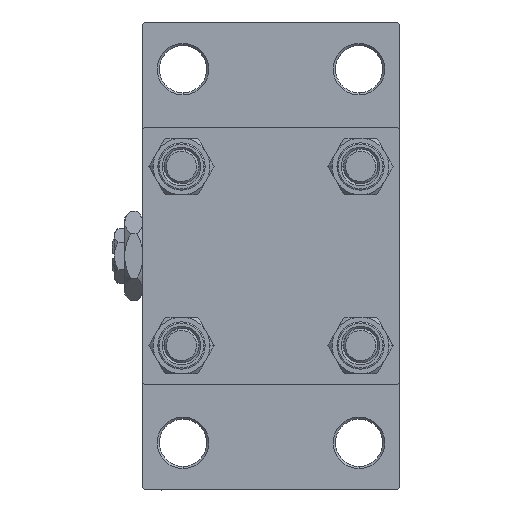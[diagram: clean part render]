
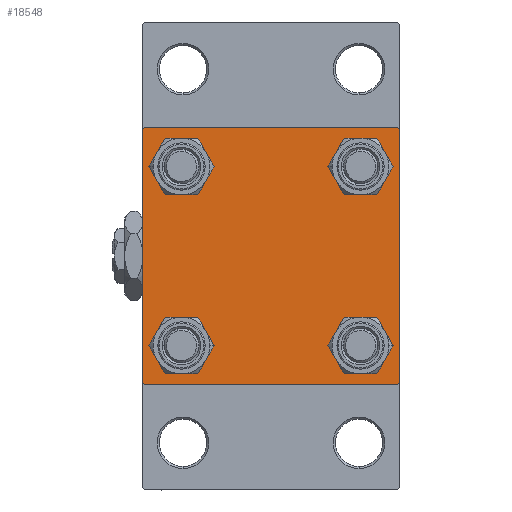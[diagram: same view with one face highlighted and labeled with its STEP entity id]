
A CAD part, left-side view. The second image highlights one B-rep face of the part: STEP entity #18548.
In plain terms, the highlighted planar face has unit normal (-1, 0, 0).
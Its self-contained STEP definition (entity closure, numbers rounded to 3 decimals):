
#642 = DIRECTION ( 'NONE',  ( 1., 0., 0. ) ) ;
#1337 = CARTESIAN_POINT ( 'NONE',  ( 0., 20.85, 16.35 ) ) ;
#1536 = FACE_BOUND ( 'NONE', #2145, .T. ) ;
#1761 = EDGE_CURVE ( 'NONE', #3174, #26738, #6370, .T. ) ;
#1795 = DIRECTION ( 'NONE',  ( 0., 0., 1. ) ) ;
#2145 = EDGE_LOOP ( 'NONE', ( #38103, #12670 ) ) ;
#2266 = DIRECTION ( 'NONE',  ( -1., 0., 0. ) ) ;
#3174 = VERTEX_POINT ( 'NONE', #41445 ) ;
#4009 = EDGE_LOOP ( 'NONE', ( #37408, #35895 ) ) ;
#4136 = CARTESIAN_POINT ( 'NONE',  ( 0., -20.85, 20.85 ) ) ;
#4537 = DIRECTION ( 'NONE',  ( 1., 0., 0. ) ) ;
#5749 = VERTEX_POINT ( 'NONE', #26391 ) ;
#5954 = DIRECTION ( 'NONE',  ( 0., 0., -1. ) ) ;
#6015 = PLANE ( 'NONE',  #25258 ) ;
#6370 = LINE ( 'NONE', #13836, #31812 ) ;
#6569 = CARTESIAN_POINT ( 'NONE',  ( 0., 20.85, 20.85 ) ) ;
#6674 = AXIS2_PLACEMENT_3D ( 'NONE', #15649, #14915, #11670 ) ;
#7065 = ORIENTED_EDGE ( 'NONE', *, *, #10905, .T. ) ;
#7266 = DIRECTION ( 'NONE',  ( 1., 0., 0. ) ) ;
#7407 = CIRCLE ( 'NONE', #39231, 4.5 ) ;
#7547 = CARTESIAN_POINT ( 'NONE',  ( 0., -20.85, 20.85 ) ) ;
#7661 = AXIS2_PLACEMENT_3D ( 'NONE', #6569, #37951, #19008 ) ;
#8078 = VERTEX_POINT ( 'NONE', #10200 ) ;
#9188 = VECTOR ( 'NONE', #26341, 1000. ) ;
#9274 = FACE_BOUND ( 'NONE', #15560, .T. ) ;
#9487 = EDGE_CURVE ( 'NONE', #44965, #46769, #48039, .T. ) ;
#9684 = DIRECTION ( 'NONE',  ( 1., 0., 0. ) ) ;
#10200 = CARTESIAN_POINT ( 'NONE',  ( 0., 20.85, -16.35 ) ) ;
#10277 = CARTESIAN_POINT ( 'NONE',  ( 0., 29.5, -30. ) ) ;
#10341 = EDGE_CURVE ( 'NONE', #31093, #14188, #30570, .T. ) ;
#10722 = VECTOR ( 'NONE', #14076, 1000. ) ;
#10905 = EDGE_CURVE ( 'NONE', #3174, #5749, #36512, .T. ) ;
#11503 = CARTESIAN_POINT ( 'NONE',  ( 0., 29.5, 30. ) ) ;
#11533 = DIRECTION ( 'NONE',  ( 0., 0., 1. ) ) ;
#11670 = DIRECTION ( 'NONE',  ( 0., 0., 1. ) ) ;
#11707 = AXIS2_PLACEMENT_3D ( 'NONE', #7547, #4537, #11533 ) ;
#12507 = DIRECTION ( 'NONE',  ( 0., 0., 1. ) ) ;
#12670 = ORIENTED_EDGE ( 'NONE', *, *, #14819, .T. ) ;
#13696 = VERTEX_POINT ( 'NONE', #11503 ) ;
#13836 = CARTESIAN_POINT ( 'NONE',  ( 0., -30., 30. ) ) ;
#14004 = CARTESIAN_POINT ( 'NONE',  ( 0., -20.85, -20.85 ) ) ;
#14076 = DIRECTION ( 'NONE',  ( 0., 0.707, 0.707 ) ) ;
#14188 = VERTEX_POINT ( 'NONE', #43309 ) ;
#14644 = CARTESIAN_POINT ( 'NONE',  ( 0., 29.75, 29.75 ) ) ;
#14772 = ORIENTED_EDGE ( 'NONE', *, *, #49052, .F. ) ;
#14819 = EDGE_CURVE ( 'NONE', #46769, #44965, #18010, .T. ) ;
#14855 = LINE ( 'NONE', #18838, #24191 ) ;
#14915 = DIRECTION ( 'NONE',  ( 1., 0., 0. ) ) ;
#15201 = CARTESIAN_POINT ( 'NONE',  ( 0., -20.85, -16.35 ) ) ;
#15560 = EDGE_LOOP ( 'NONE', ( #15818, #26411 ) ) ;
#15574 = CIRCLE ( 'NONE', #11707, 4.5 ) ;
#15609 = LINE ( 'NONE', #30070, #48887 ) ;
#15649 = CARTESIAN_POINT ( 'NONE',  ( 0., 20.85, 20.85 ) ) ;
#15818 = ORIENTED_EDGE ( 'NONE', *, *, #29573, .T. ) ;
#16428 = DIRECTION ( 'NONE',  ( 0., 0., 1. ) ) ;
#16507 = DIRECTION ( 'NONE',  ( 0., -1., 0. ) ) ;
#16725 = ORIENTED_EDGE ( 'NONE', *, *, #31387, .T. ) ;
#17564 = CARTESIAN_POINT ( 'NONE',  ( 0., -29.75, 29.75 ) ) ;
#17821 = DIRECTION ( 'NONE',  ( 0., 0., -1. ) ) ;
#18010 = CIRCLE ( 'NONE', #7661, 4.5 ) ;
#18548 = ADVANCED_FACE ( 'NONE', ( #9274, #20960, #32442, #1536, #25192 ), #6015, .T. ) ;
#18838 = CARTESIAN_POINT ( 'NONE',  ( 0., 29.75, -29.75 ) ) ;
#19008 = DIRECTION ( 'NONE',  ( 0., 0., 1. ) ) ;
#19101 = DIRECTION ( 'NONE',  ( 0., -1., 0. ) ) ;
#19304 = DIRECTION ( 'NONE',  ( 0., -0.707, 0.707 ) ) ;
#20031 = AXIS2_PLACEMENT_3D ( 'NONE', #14004, #24966, #1795 ) ;
#20960 = FACE_BOUND ( 'NONE', #4009, .T. ) ;
#21878 = LINE ( 'NONE', #36845, #33675 ) ;
#22356 = LINE ( 'NONE', #14644, #9188 ) ;
#22448 = CARTESIAN_POINT ( 'NONE',  ( 0., -20.85, -20.85 ) ) ;
#22819 = EDGE_LOOP ( 'NONE', ( #48605, #44130 ) ) ;
#23967 = CIRCLE ( 'NONE', #39091, 4.5 ) ;
#24191 = VECTOR ( 'NONE', #40772, 1000. ) ;
#24392 = CARTESIAN_POINT ( 'NONE',  ( 0., -30., -29.5 ) ) ;
#24966 = DIRECTION ( 'NONE',  ( 1., 0., 0. ) ) ;
#25192 = FACE_OUTER_BOUND ( 'NONE', #38736, .T. ) ;
#25258 = AXIS2_PLACEMENT_3D ( 'NONE', #40389, #2266, #36175 ) ;
#26185 = CARTESIAN_POINT ( 'NONE',  ( 0., -29.5, -30. ) ) ;
#26341 = DIRECTION ( 'NONE',  ( 0., 0.707, -0.707 ) ) ;
#26391 = CARTESIAN_POINT ( 'NONE',  ( 0., -29.5, 30. ) ) ;
#26411 = ORIENTED_EDGE ( 'NONE', *, *, #48312, .T. ) ;
#26738 = VERTEX_POINT ( 'NONE', #24392 ) ;
#26819 = VECTOR ( 'NONE', #16507, 1000. ) ;
#27448 = CARTESIAN_POINT ( 'NONE',  ( 0., 20.85, -20.85 ) ) ;
#28307 = VECTOR ( 'NONE', #19304, 1000. ) ;
#28454 = CARTESIAN_POINT ( 'NONE',  ( 0., 30., 30. ) ) ;
#28871 = VERTEX_POINT ( 'NONE', #40957 ) ;
#29193 = CARTESIAN_POINT ( 'NONE',  ( 0., 30., 29.5 ) ) ;
#29573 = EDGE_CURVE ( 'NONE', #28871, #48170, #23967, .T. ) ;
#29946 = AXIS2_PLACEMENT_3D ( 'NONE', #27448, #43382, #12507 ) ;
#30070 = CARTESIAN_POINT ( 'NONE',  ( 0., 30., -30. ) ) ;
#30570 = CIRCLE ( 'NONE', #38497, 4.5 ) ;
#30775 = CARTESIAN_POINT ( 'NONE',  ( 0., -29.75, -29.75 ) ) ;
#31093 = VERTEX_POINT ( 'NONE', #15201 ) ;
#31387 = EDGE_CURVE ( 'NONE', #33384, #38612, #21878, .T. ) ;
#31637 = CARTESIAN_POINT ( 'NONE',  ( 0., 20.85, -20.85 ) ) ;
#31812 = VECTOR ( 'NONE', #17821, 1000. ) ;
#32442 = FACE_BOUND ( 'NONE', #22819, .T. ) ;
#33194 = ORIENTED_EDGE ( 'NONE', *, *, #41773, .T. ) ;
#33281 = EDGE_CURVE ( 'NONE', #14188, #31093, #41517, .T. ) ;
#33384 = VERTEX_POINT ( 'NONE', #29193 ) ;
#33675 = VECTOR ( 'NONE', #5954, 1000. ) ;
#34179 = DIRECTION ( 'NONE',  ( 0., 0., 1. ) ) ;
#34552 = DIRECTION ( 'NONE',  ( 0., 0., 1. ) ) ;
#35895 = ORIENTED_EDGE ( 'NONE', *, *, #33281, .T. ) ;
#36175 = DIRECTION ( 'NONE',  ( 0., 0., 1. ) ) ;
#36251 = CARTESIAN_POINT ( 'NONE',  ( 0., 20.85, -25.35 ) ) ;
#36512 = LINE ( 'NONE', #17564, #10722 ) ;
#36845 = CARTESIAN_POINT ( 'NONE',  ( 0., 30., 30. ) ) ;
#36915 = ORIENTED_EDGE ( 'NONE', *, *, #48085, .T. ) ;
#36982 = VERTEX_POINT ( 'NONE', #36251 ) ;
#37408 = ORIENTED_EDGE ( 'NONE', *, *, #10341, .T. ) ;
#37612 = CARTESIAN_POINT ( 'NONE',  ( 0., 30., -29.5 ) ) ;
#37881 = CIRCLE ( 'NONE', #29946, 4.5 ) ;
#37951 = DIRECTION ( 'NONE',  ( 1., 0., 0. ) ) ;
#38080 = VERTEX_POINT ( 'NONE', #10277 ) ;
#38103 = ORIENTED_EDGE ( 'NONE', *, *, #9487, .T. ) ;
#38497 = AXIS2_PLACEMENT_3D ( 'NONE', #22448, #7266, #34179 ) ;
#38612 = VERTEX_POINT ( 'NONE', #37612 ) ;
#38736 = EDGE_LOOP ( 'NONE', ( #16725, #33194, #41852, #36915, #39820, #7065, #14772, #48578 ) ) ;
#39091 = AXIS2_PLACEMENT_3D ( 'NONE', #4136, #642, #34552 ) ;
#39231 = AXIS2_PLACEMENT_3D ( 'NONE', #31637, #9684, #16428 ) ;
#39704 = EDGE_CURVE ( 'NONE', #8078, #36982, #7407, .T. ) ;
#39820 = ORIENTED_EDGE ( 'NONE', *, *, #1761, .F. ) ;
#40389 = CARTESIAN_POINT ( 'NONE',  ( 0., 0., 0. ) ) ;
#40772 = DIRECTION ( 'NONE',  ( 0., -0.707, -0.707 ) ) ;
#40957 = CARTESIAN_POINT ( 'NONE',  ( 0., -20.85, 25.35 ) ) ;
#41057 = CARTESIAN_POINT ( 'NONE',  ( 0., 20.85, 25.35 ) ) ;
#41445 = CARTESIAN_POINT ( 'NONE',  ( 0., -30., 29.5 ) ) ;
#41517 = CIRCLE ( 'NONE', #20031, 4.5 ) ;
#41622 = VERTEX_POINT ( 'NONE', #26185 ) ;
#41773 = EDGE_CURVE ( 'NONE', #38612, #38080, #14855, .T. ) ;
#41852 = ORIENTED_EDGE ( 'NONE', *, *, #42951, .T. ) ;
#41989 = LINE ( 'NONE', #30775, #28307 ) ;
#42951 = EDGE_CURVE ( 'NONE', #38080, #41622, #15609, .T. ) ;
#43309 = CARTESIAN_POINT ( 'NONE',  ( 0., -20.85, -25.35 ) ) ;
#43382 = DIRECTION ( 'NONE',  ( 1., 0., 0. ) ) ;
#43458 = CARTESIAN_POINT ( 'NONE',  ( 0., -20.85, 16.35 ) ) ;
#44130 = ORIENTED_EDGE ( 'NONE', *, *, #47123, .T. ) ;
#44918 = EDGE_CURVE ( 'NONE', #13696, #33384, #22356, .T. ) ;
#44965 = VERTEX_POINT ( 'NONE', #41057 ) ;
#46769 = VERTEX_POINT ( 'NONE', #1337 ) ;
#47123 = EDGE_CURVE ( 'NONE', #36982, #8078, #37881, .T. ) ;
#47391 = LINE ( 'NONE', #28454, #26819 ) ;
#48039 = CIRCLE ( 'NONE', #6674, 4.5 ) ;
#48085 = EDGE_CURVE ( 'NONE', #41622, #26738, #41989, .T. ) ;
#48170 = VERTEX_POINT ( 'NONE', #43458 ) ;
#48312 = EDGE_CURVE ( 'NONE', #48170, #28871, #15574, .T. ) ;
#48578 = ORIENTED_EDGE ( 'NONE', *, *, #44918, .T. ) ;
#48605 = ORIENTED_EDGE ( 'NONE', *, *, #39704, .T. ) ;
#48887 = VECTOR ( 'NONE', #19101, 1000. ) ;
#49052 = EDGE_CURVE ( 'NONE', #13696, #5749, #47391, .T. ) ;
